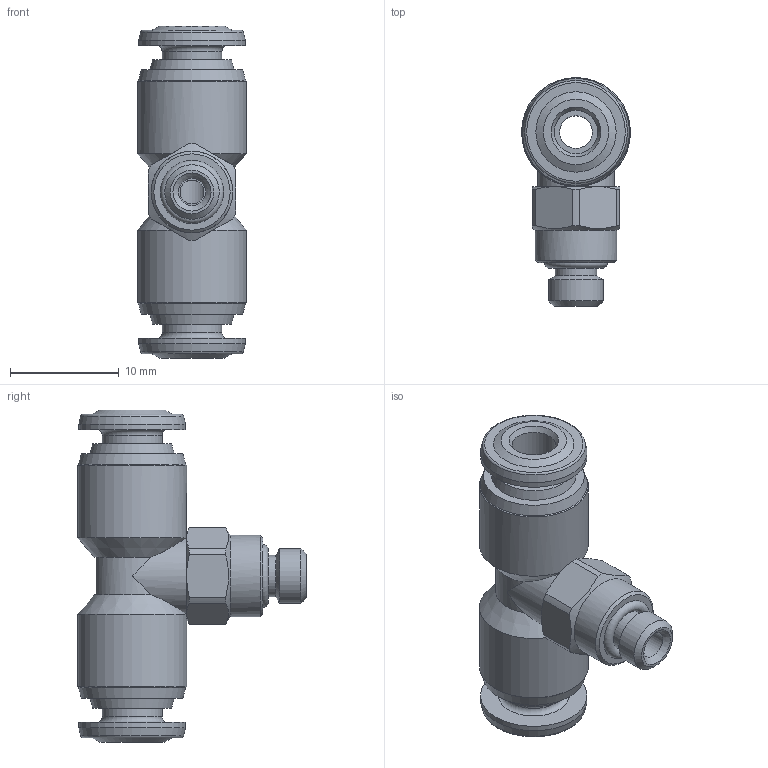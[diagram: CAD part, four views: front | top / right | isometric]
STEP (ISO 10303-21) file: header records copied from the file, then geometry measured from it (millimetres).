
FILE_DESCRIPTION(/* description */ ('STEP AP214'),/* implementation_level */ '2;1');
FILE_NAME(/* name */ '8085691_NPQR-T-M5-Q4',/* time_stamp */ '2024-09-13T08:49:11+02:00',/* author */ ('License CC BY-ND 4.0'),/* organization */ ('CADENAS'),/* preprocessor_version */ 'ST-DEVELOPER v19.3',/* originating_system */ 'PARTsolutions',/* authorisation */ ' ');
FILE_SCHEMA (('AUTOMOTIVE_DESIGN {1 0 10303 214 3 1 1}'));
Length unit declared in the file: millimetre
Products named in the file (1): 8085691 NPQR-T-M5-Q4---(high)
Bounding box: 10 x 21 x 30.5 mm (x, y, z)
Volume: 2003.1 mm3; surface area: 1917.3 mm2
Topology: 1 solids, 1 shells, 78 faces, 158 edges, 95 vertices
Faces by surface type: cone 25, plane 25, cylinder 23, torus 5
Full cylindrical faces by diameter (mm): 2.2 x1, 2.5 x1, 3 x1, 3.8 x1, 4 x2, 5 x1, 5.5 x2, 7 x1, 7.5 x1, 9.8 x2, 10 x2
Entity records: 2465 total; most frequent: CARTESIAN_POINT 419, DIRECTION 326, ORIENTED_EDGE 230, AXIS2_PLACEMENT_3D 155, EDGE_LOOP 134, FACE_BOUND 134, EDGE_CURVE 115, VERTEX_POINT 91
